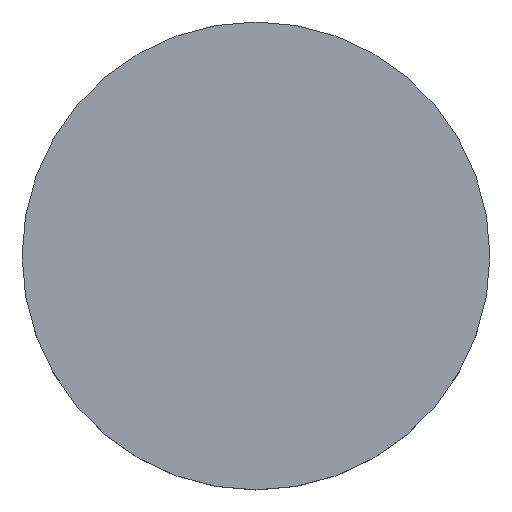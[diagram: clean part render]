
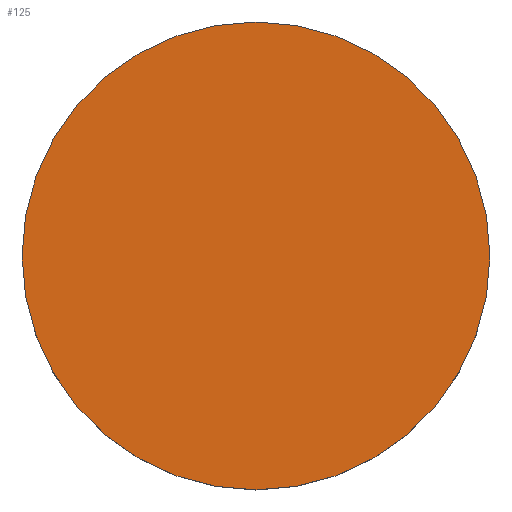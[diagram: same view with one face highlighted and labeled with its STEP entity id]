
A CAD part, top view. The second image highlights one B-rep face of the part: STEP entity #125.
In plain terms, the highlighted planar face has unit normal (0, 0, 1).
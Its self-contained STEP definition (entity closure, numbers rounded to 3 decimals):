
#2 = CARTESIAN_POINT ( 'NONE',  ( 0., 0., 8. ) ) ;
#5 = CIRCLE ( 'NONE', #67, 25. ) ;
#9 = PLANE ( 'NONE',  #79 ) ;
#15 = DIRECTION ( 'NONE',  ( 0., 0., 1. ) ) ;
#16 = EDGE_LOOP ( 'NONE', ( #69, #47 ) ) ;
#24 = CARTESIAN_POINT ( 'NONE',  ( 0., 0., 8. ) ) ;
#33 = AXIS2_PLACEMENT_3D ( 'NONE', #2, #74, #59 ) ;
#34 = CIRCLE ( 'NONE', #33, 25. ) ;
#35 = EDGE_CURVE ( 'NONE', #130, #139, #34, .T. ) ;
#44 = DIRECTION ( 'NONE',  ( 1., 0., 0. ) ) ;
#47 = ORIENTED_EDGE ( 'NONE', *, *, #35, .T. ) ;
#59 = DIRECTION ( 'NONE',  ( 1., 0., 0. ) ) ;
#63 = CARTESIAN_POINT ( 'NONE',  ( 0., 0., 8. ) ) ;
#67 = AXIS2_PLACEMENT_3D ( 'NONE', #24, #15, #93 ) ;
#69 = ORIENTED_EDGE ( 'NONE', *, *, #72, .T. ) ;
#72 = EDGE_CURVE ( 'NONE', #139, #130, #5, .T. ) ;
#74 = DIRECTION ( 'NONE',  ( 0., 0., 1. ) ) ;
#79 = AXIS2_PLACEMENT_3D ( 'NONE', #63, #110, #44 ) ;
#87 = CARTESIAN_POINT ( 'NONE',  ( 25., 0., 8. ) ) ;
#91 = FACE_OUTER_BOUND ( 'NONE', #16, .T. ) ;
#93 = DIRECTION ( 'NONE',  ( 1., 0., 0. ) ) ;
#110 = DIRECTION ( 'NONE',  ( 0., 0., 1. ) ) ;
#125 = ADVANCED_FACE ( 'NONE', ( #91 ), #9, .T. ) ;
#130 = VERTEX_POINT ( 'NONE', #87 ) ;
#136 = CARTESIAN_POINT ( 'NONE',  ( -25., 0., 8. ) ) ;
#139 = VERTEX_POINT ( 'NONE', #136 ) ;
